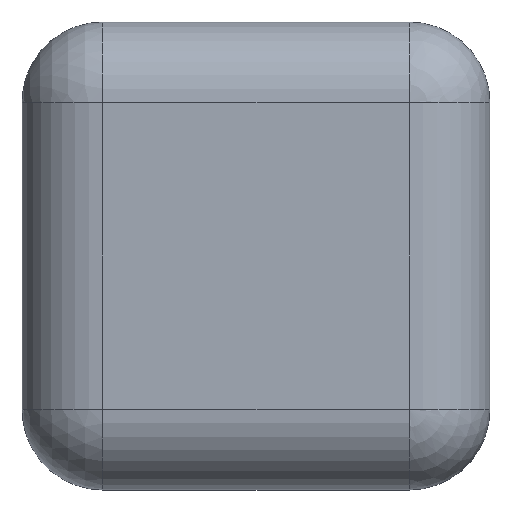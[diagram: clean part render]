
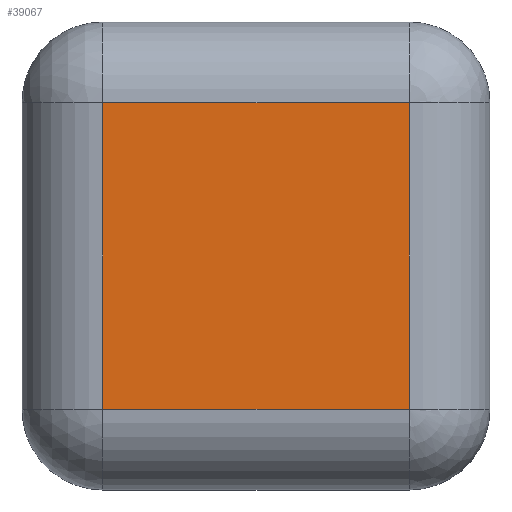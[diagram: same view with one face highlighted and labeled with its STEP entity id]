
A CAD part, front view. The second image highlights one B-rep face of the part: STEP entity #39067.
In plain terms, the highlighted planar face has unit normal (0, -1, 0).
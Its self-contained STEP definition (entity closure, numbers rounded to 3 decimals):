
#179 = DIRECTION ( 'NONE',  ( 0., 0., 1. ) ) ;
#324 = VERTEX_POINT ( 'NONE', #10184 ) ;
#1157 = CARTESIAN_POINT ( 'NONE',  ( -151.929, -132.143, 0. ) ) ;
#1537 = DIRECTION ( 'NONE',  ( 0., 0., -1. ) ) ;
#1881 = VECTOR ( 'NONE', #1537, 1000. ) ;
#2278 = FACE_OUTER_BOUND ( 'NONE', #29556, .T. ) ;
#2615 = ORIENTED_EDGE ( 'NONE', *, *, #36201, .T. ) ;
#3442 = ORIENTED_EDGE ( 'NONE', *, *, #16263, .T. ) ;
#4680 = PLANE ( 'NONE',  #9053 ) ;
#5702 = LINE ( 'NONE', #33002, #17215 ) ;
#6032 = DIRECTION ( 'NONE',  ( 0., -1., 0. ) ) ;
#9015 = ORIENTED_EDGE ( 'NONE', *, *, #22507, .T. ) ;
#9053 = AXIS2_PLACEMENT_3D ( 'NONE', #28784, #6032, #35884 ) ;
#10184 = CARTESIAN_POINT ( 'NONE',  ( 151.929, -132.143, -151.929 ) ) ;
#10562 = CARTESIAN_POINT ( 'NONE',  ( 151.929, -132.143, 151.929 ) ) ;
#12149 = VECTOR ( 'NONE', #20989, 1000. ) ;
#12792 = VERTEX_POINT ( 'NONE', #10562 ) ;
#13054 = VERTEX_POINT ( 'NONE', #26179 ) ;
#15421 = LINE ( 'NONE', #27071, #17150 ) ;
#16263 = EDGE_CURVE ( 'NONE', #324, #12792, #15421, .T. ) ;
#16307 = CARTESIAN_POINT ( 'NONE',  ( -151.929, -132.143, 151.929 ) ) ;
#17150 = VECTOR ( 'NONE', #179, 1000. ) ;
#17215 = VECTOR ( 'NONE', #20751, 1000. ) ;
#20751 = DIRECTION ( 'NONE',  ( 1., 0., 0. ) ) ;
#20989 = DIRECTION ( 'NONE',  ( -1., 0., 0. ) ) ;
#22507 = EDGE_CURVE ( 'NONE', #27174, #13054, #34974, .T. ) ;
#23932 = LINE ( 'NONE', #30669, #12149 ) ;
#26179 = CARTESIAN_POINT ( 'NONE',  ( -151.929, -132.143, -151.929 ) ) ;
#27071 = CARTESIAN_POINT ( 'NONE',  ( 151.929, -132.143, 0. ) ) ;
#27174 = VERTEX_POINT ( 'NONE', #16307 ) ;
#28784 = CARTESIAN_POINT ( 'NONE',  ( 0., -132.143, 0. ) ) ;
#29556 = EDGE_LOOP ( 'NONE', ( #2615, #9015, #33908, #3442 ) ) ;
#30669 = CARTESIAN_POINT ( 'NONE',  ( 0., -132.143, 151.929 ) ) ;
#33002 = CARTESIAN_POINT ( 'NONE',  ( 0., -132.143, -151.929 ) ) ;
#33908 = ORIENTED_EDGE ( 'NONE', *, *, #36661, .T. ) ;
#34974 = LINE ( 'NONE', #1157, #1881 ) ;
#35884 = DIRECTION ( 'NONE',  ( 0., 0., -1. ) ) ;
#36201 = EDGE_CURVE ( 'NONE', #12792, #27174, #23932, .T. ) ;
#36661 = EDGE_CURVE ( 'NONE', #13054, #324, #5702, .T. ) ;
#39067 = ADVANCED_FACE ( 'NONE', ( #2278 ), #4680, .T. ) ;
